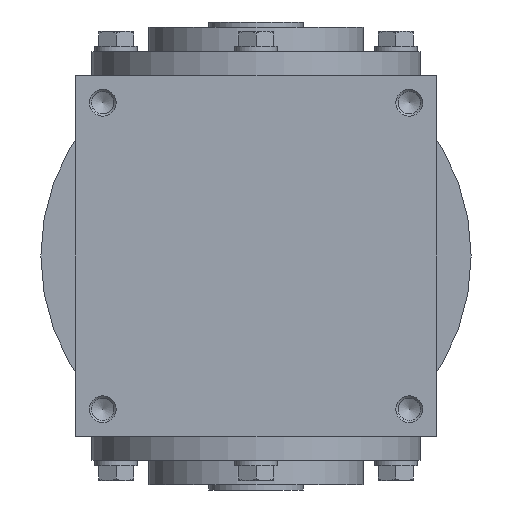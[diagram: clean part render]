
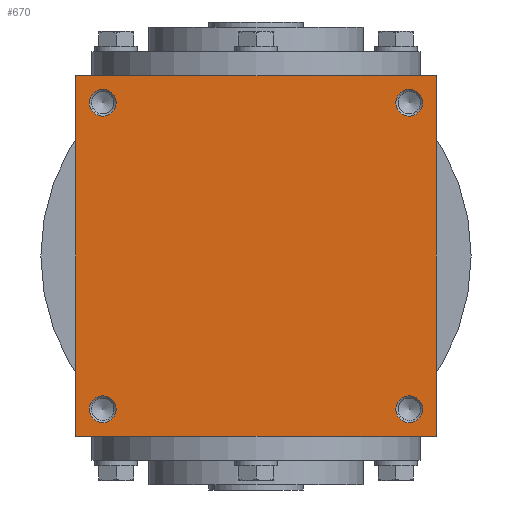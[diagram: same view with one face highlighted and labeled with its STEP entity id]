
A CAD part, left-side view. The second image highlights one B-rep face of the part: STEP entity #670.
In plain terms, the highlighted face is planar.
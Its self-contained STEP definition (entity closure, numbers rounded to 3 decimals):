
#670 = ADVANCED_FACE( '', ( #1380, #1381, #1382, #1383, #1384 ), #1385, .F. );
#1380 = FACE_BOUND( '', #2068, .T. );
#1381 = FACE_BOUND( '', #2069, .T. );
#1382 = FACE_BOUND( '', #2070, .T. );
#1383 = FACE_BOUND( '', #2071, .T. );
#1384 = FACE_OUTER_BOUND( '', #2072, .T. );
#1385 = PLANE( '', #2073 );
#2068 = EDGE_LOOP( '', ( #3329 ) );
#2069 = EDGE_LOOP( '', ( #3330 ) );
#2070 = EDGE_LOOP( '', ( #3331 ) );
#2071 = EDGE_LOOP( '', ( #3332 ) );
#2072 = EDGE_LOOP( '', ( #3333, #3334, #3335, #3336 ) );
#2073 = AXIS2_PLACEMENT_3D( '', #3337, #3338, #3339 );
#3329 = ORIENTED_EDGE( '', *, *, #3773, .F. );
#3330 = ORIENTED_EDGE( '', *, *, #3867, .T. );
#3331 = ORIENTED_EDGE( '', *, *, #3819, .F. );
#3332 = ORIENTED_EDGE( '', *, *, #3510, .T. );
#3333 = ORIENTED_EDGE( '', *, *, #3912, .F. );
#3334 = ORIENTED_EDGE( '', *, *, #3841, .F. );
#3335 = ORIENTED_EDGE( '', *, *, #3813, .F. );
#3336 = ORIENTED_EDGE( '', *, *, #3725, .F. );
#3337 = CARTESIAN_POINT( '', ( 0., 0., -67. ) );
#3338 = DIRECTION( '', ( 0., 0., 1. ) );
#3339 = DIRECTION( '', ( 1., 0., 0. ) );
#3510 = EDGE_CURVE( '', #4035, #4035, #4036, .T. );
#3725 = EDGE_CURVE( '', #4381, #4382, #4383, .T. );
#3773 = EDGE_CURVE( '', #4453, #4453, #4454, .T. );
#3813 = EDGE_CURVE( '', #4382, #4506, #4507, .T. );
#3819 = EDGE_CURVE( '', #4515, #4515, #4516, .T. );
#3841 = EDGE_CURVE( '', #4506, #4546, #4547, .T. );
#3867 = EDGE_CURVE( '', #4580, #4580, #4581, .T. );
#3912 = EDGE_CURVE( '', #4546, #4381, #4635, .T. );
#4035 = VERTEX_POINT( '', #4761 );
#4036 = CIRCLE( '', #4762, 5. );
#4381 = VERTEX_POINT( '', #5192 );
#4382 = VERTEX_POINT( '', #5193 );
#4383 = LINE( '', #5194, #5195 );
#4453 = VERTEX_POINT( '', #5302 );
#4454 = CIRCLE( '', #5303, 5. );
#4506 = VERTEX_POINT( '', #5377 );
#4507 = LINE( '', #5378, #5379 );
#4515 = VERTEX_POINT( '', #5389 );
#4516 = CIRCLE( '', #5390, 5. );
#4546 = VERTEX_POINT( '', #5424 );
#4547 = LINE( '', #5425, #5426 );
#4580 = VERTEX_POINT( '', #5467 );
#4581 = CIRCLE( '', #5468, 5. );
#4635 = LINE( '', #5531, #5532 );
#4761 = CARTESIAN_POINT( '', ( 62., -57., -67. ) );
#4762 = AXIS2_PLACEMENT_3D( '', #5669, #5670, #5671 );
#5192 = CARTESIAN_POINT( '', ( -67., -67., -67. ) );
#5193 = CARTESIAN_POINT( '', ( 67., -67., -67. ) );
#5194 = CARTESIAN_POINT( '', ( -67., -67., -67. ) );
#5195 = VECTOR( '', #6062, 1000. );
#5302 = CARTESIAN_POINT( '', ( -62., 57., -67. ) );
#5303 = AXIS2_PLACEMENT_3D( '', #6116, #6117, #6118 );
#5377 = CARTESIAN_POINT( '', ( 67., 67., -67. ) );
#5378 = CARTESIAN_POINT( '', ( 67., -67., -67. ) );
#5379 = VECTOR( '', #6176, 1000. );
#5389 = CARTESIAN_POINT( '', ( -62., -57., -67. ) );
#5390 = AXIS2_PLACEMENT_3D( '', #6182, #6183, #6184 );
#5424 = CARTESIAN_POINT( '', ( -67., 67., -67. ) );
#5425 = CARTESIAN_POINT( '', ( 67., 67., -67. ) );
#5426 = VECTOR( '', #6219, 1000. );
#5467 = CARTESIAN_POINT( '', ( 62., 57., -67. ) );
#5468 = AXIS2_PLACEMENT_3D( '', #6252, #6253, #6254 );
#5531 = CARTESIAN_POINT( '', ( -67., 67., -67. ) );
#5532 = VECTOR( '', #6304, 1000. );
#5669 = CARTESIAN_POINT( '', ( 57., -57., -67. ) );
#5670 = DIRECTION( '', ( 0., 0., 1. ) );
#5671 = DIRECTION( '', ( 1., 0., 0. ) );
#6062 = DIRECTION( '', ( 1., 0., 0. ) );
#6116 = CARTESIAN_POINT( '', ( -57., 57., -67. ) );
#6117 = DIRECTION( '', ( 0., 0., -1. ) );
#6118 = DIRECTION( '', ( -1., 0., 0. ) );
#6176 = DIRECTION( '', ( 0., 1., 0. ) );
#6182 = CARTESIAN_POINT( '', ( -57., -57., -67. ) );
#6183 = DIRECTION( '', ( 0., 0., -1. ) );
#6184 = DIRECTION( '', ( -1., 0., 0. ) );
#6219 = DIRECTION( '', ( -1., 0., 0. ) );
#6252 = CARTESIAN_POINT( '', ( 57., 57., -67. ) );
#6253 = DIRECTION( '', ( 0., 0., 1. ) );
#6254 = DIRECTION( '', ( 1., 0., 0. ) );
#6304 = DIRECTION( '', ( 0., -1., 0. ) );
